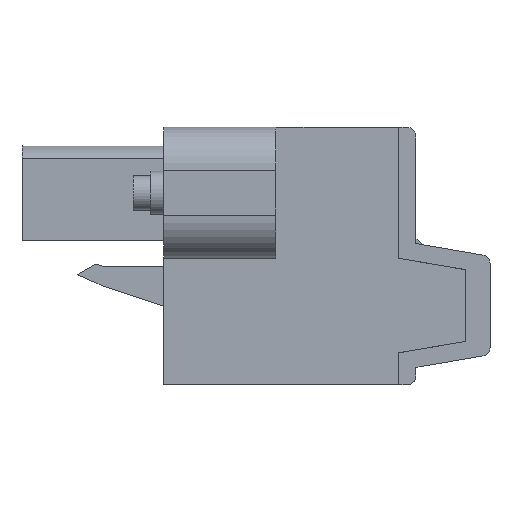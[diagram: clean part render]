
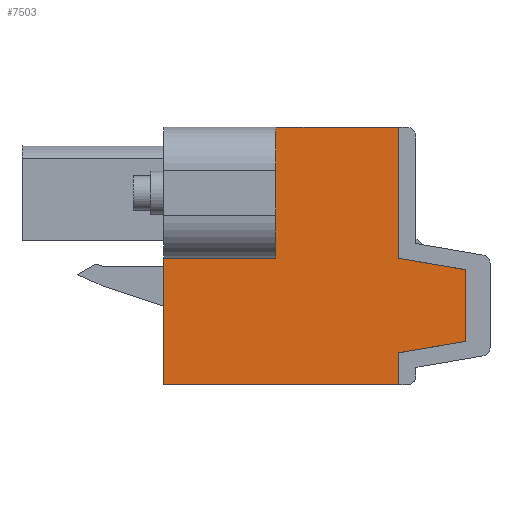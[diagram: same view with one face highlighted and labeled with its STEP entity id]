
A CAD part, left-side view. The second image highlights one B-rep face of the part: STEP entity #7503.
In plain terms, the highlighted planar face has unit normal (-1, 0, 0).
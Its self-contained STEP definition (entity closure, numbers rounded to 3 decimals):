
#202=LINE('',#11288,#1130);
#215=LINE('',#11342,#1143);
#217=LINE('',#11350,#1145);
#218=LINE('',#11351,#1146);
#219=LINE('',#11353,#1147);
#220=LINE('',#11355,#1148);
#221=LINE('',#11357,#1149);
#222=LINE('',#11359,#1150);
#223=LINE('',#11361,#1151);
#224=LINE('',#11363,#1152);
#1130=VECTOR('',#9151,1000.);
#1143=VECTOR('',#9198,1000.);
#1145=VECTOR('',#9206,1000.);
#1146=VECTOR('',#9207,1000.);
#1147=VECTOR('',#9208,1000.);
#1148=VECTOR('',#9209,1000.);
#1149=VECTOR('',#9210,1000.);
#1150=VECTOR('',#9211,1000.);
#1151=VECTOR('',#9212,1000.);
#1152=VECTOR('',#9213,1000.);
#2092=ORIENTED_EDGE('',*,*,#4285,.F.);
#2093=ORIENTED_EDGE('',*,*,#4289,.T.);
#2094=ORIENTED_EDGE('',*,*,#4260,.F.);
#2095=ORIENTED_EDGE('',*,*,#4290,.F.);
#2096=ORIENTED_EDGE('',*,*,#4291,.F.);
#2097=ORIENTED_EDGE('',*,*,#4292,.F.);
#2098=ORIENTED_EDGE('',*,*,#4293,.F.);
#2099=ORIENTED_EDGE('',*,*,#4294,.F.);
#2100=ORIENTED_EDGE('',*,*,#4295,.F.);
#2101=ORIENTED_EDGE('',*,*,#4296,.F.);
#4260=EDGE_CURVE('',#5359,#5360,#202,.T.);
#4285=EDGE_CURVE('',#5383,#5384,#215,.T.);
#4289=EDGE_CURVE('',#5383,#5360,#217,.T.);
#4290=EDGE_CURVE('',#5387,#5359,#218,.T.);
#4291=EDGE_CURVE('',#5388,#5387,#219,.T.);
#4292=EDGE_CURVE('',#5389,#5388,#220,.T.);
#4293=EDGE_CURVE('',#5390,#5389,#221,.T.);
#4294=EDGE_CURVE('',#5391,#5390,#222,.T.);
#4295=EDGE_CURVE('',#5392,#5391,#223,.T.);
#4296=EDGE_CURVE('',#5384,#5392,#224,.T.);
#5359=VERTEX_POINT('',#11287);
#5360=VERTEX_POINT('',#11289);
#5383=VERTEX_POINT('',#11341);
#5384=VERTEX_POINT('',#11343);
#5387=VERTEX_POINT('',#11352);
#5388=VERTEX_POINT('',#11354);
#5389=VERTEX_POINT('',#11356);
#5390=VERTEX_POINT('',#11358);
#5391=VERTEX_POINT('',#11360);
#5392=VERTEX_POINT('',#11362);
#6229=EDGE_LOOP('',(#2092,#2093,#2094,#2095,#2096,#2097,#2098,#2099,#2100,
#2101));
#6703=FACE_BOUND('',#6229,.T.);
#7169=PLANE('',#8548);
#7503=ADVANCED_FACE('',(#6703),#7169,.F.);
#8548=AXIS2_PLACEMENT_3D('',#11349,#9204,#9205);
#9151=DIRECTION('',(0.,0.,1.));
#9198=DIRECTION('',(0.,0.,1.));
#9204=DIRECTION('',(1.,0.,0.));
#9205=DIRECTION('',(0.,0.,-1.));
#9206=DIRECTION('',(0.,1.,0.));
#9207=DIRECTION('',(0.,1.,0.));
#9208=DIRECTION('',(0.,0.,-1.));
#9209=DIRECTION('',(0.,0.986,-0.169));
#9210=DIRECTION('',(0.,0.,-1.));
#9211=DIRECTION('',(0.,-0.986,-0.169));
#9212=DIRECTION('',(0.,0.,-1.));
#9213=DIRECTION('',(0.,-1.,0.));
#11287=CARTESIAN_POINT('',(-5.08,6.805,-7.45));
#11288=CARTESIAN_POINT('',(-5.08,6.805,-7.45));
#11289=CARTESIAN_POINT('',(-5.08,6.805,-0.13));
#11341=CARTESIAN_POINT('',(-5.08,0.305,-0.13));
#11342=CARTESIAN_POINT('',(-5.08,0.305,-0.13));
#11343=CARTESIAN_POINT('',(-5.08,0.305,7.45));
#11349=CARTESIAN_POINT('',(-5.08,0.,0.));
#11350=CARTESIAN_POINT('',(-5.08,0.305,-0.13));
#11351=CARTESIAN_POINT('',(-5.08,-6.805,-7.45));
#11352=CARTESIAN_POINT('',(-5.08,-6.805,-7.45));
#11353=CARTESIAN_POINT('',(-5.08,-6.805,-5.61));
#11354=CARTESIAN_POINT('',(-5.08,-6.805,-5.61));
#11355=CARTESIAN_POINT('',(-5.08,-10.688,-4.945));
#11356=CARTESIAN_POINT('',(-5.08,-10.688,-4.945));
#11357=CARTESIAN_POINT('',(-5.08,-10.688,-0.795));
#11358=CARTESIAN_POINT('',(-5.08,-10.688,-0.795));
#11359=CARTESIAN_POINT('',(-5.08,-6.805,-0.13));
#11360=CARTESIAN_POINT('',(-5.08,-6.805,-0.13));
#11361=CARTESIAN_POINT('',(-5.08,-6.805,7.45));
#11362=CARTESIAN_POINT('',(-5.08,-6.805,7.45));
#11363=CARTESIAN_POINT('',(-5.08,6.805,7.45));
